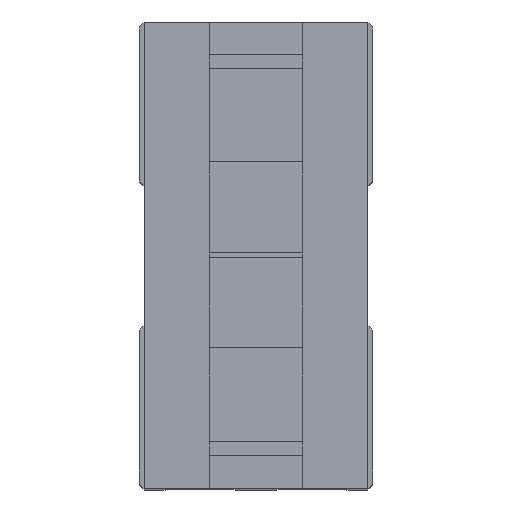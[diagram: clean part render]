
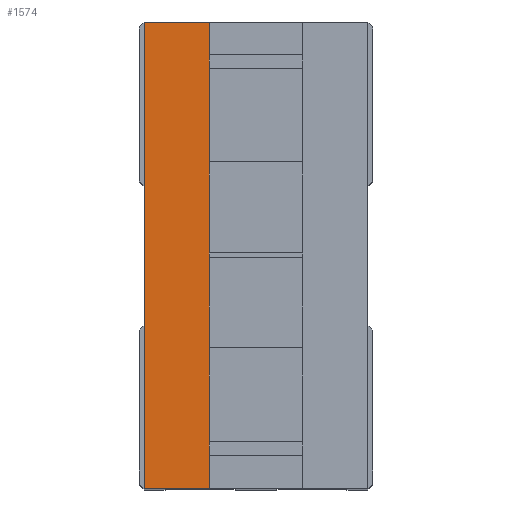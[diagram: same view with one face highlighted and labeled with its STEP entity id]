
A CAD part, top view. The second image highlights one B-rep face of the part: STEP entity #1574.
In plain terms, the highlighted planar face has unit normal (0, 0, 1).
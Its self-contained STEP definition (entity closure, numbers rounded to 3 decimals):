
#1529=AXIS2_PLACEMENT_3D('Plane Axis2P3D',#1526,#1527,#1528) ;
#529=CARTESIAN_POINT('Vertex',(-4.8,10.,0.)) ;
#550=CARTESIAN_POINT('Vertex',(-4.8,-10.,0.)) ;
#553=CARTESIAN_POINT('Line Origine',(-4.8,0.,0.)) ;
#578=CARTESIAN_POINT('Vertex',(-2.,10.,0.)) ;
#616=CARTESIAN_POINT('Line Origine',(-3.4,10.,0.)) ;
#776=CARTESIAN_POINT('Vertex',(-2.,-10.,0.)) ;
#779=CARTESIAN_POINT('Line Origine',(-3.4,-10.,0.)) ;
#1526=CARTESIAN_POINT('Axis2P3D Location',(4.8,-10.,0.)) ;
#1531=CARTESIAN_POINT('Line Origine',(-2.,-9.3,0.)) ;
#1535=CARTESIAN_POINT('Vertex',(-2.,-8.6,0.)) ;
#1538=CARTESIAN_POINT('Line Origine',(-2.,-4.35,0.)) ;
#1542=CARTESIAN_POINT('Vertex',(-2.,-0.1,0.)) ;
#1545=CARTESIAN_POINT('Line Origine',(-2.,0.,0.)) ;
#1549=CARTESIAN_POINT('Vertex',(-2.,0.1,0.)) ;
#1552=CARTESIAN_POINT('Line Origine',(-2.,4.35,0.)) ;
#1556=CARTESIAN_POINT('Vertex',(-2.,8.6,0.)) ;
#1559=CARTESIAN_POINT('Line Origine',(-2.,9.3,0.)) ;
#554=DIRECTION('Vector Direction',(0.,1.,0.)) ;
#617=DIRECTION('Vector Direction',(-1.,0.,0.)) ;
#780=DIRECTION('Vector Direction',(-1.,0.,0.)) ;
#1527=DIRECTION('Axis2P3D Direction',(0.,0.,-1.)) ;
#1528=DIRECTION('Axis2P3D XDirection',(0.,1.,0.)) ;
#1532=DIRECTION('Vector Direction',(0.,1.,0.)) ;
#1539=DIRECTION('Vector Direction',(0.,1.,0.)) ;
#1546=DIRECTION('Vector Direction',(0.,1.,0.)) ;
#1553=DIRECTION('Vector Direction',(0.,1.,0.)) ;
#1560=DIRECTION('Vector Direction',(0.,1.,0.)) ;
#555=VECTOR('Line Direction',#554,1.) ;
#618=VECTOR('Line Direction',#617,1.) ;
#781=VECTOR('Line Direction',#780,1.) ;
#1533=VECTOR('Line Direction',#1532,1.) ;
#1540=VECTOR('Line Direction',#1539,1.) ;
#1547=VECTOR('Line Direction',#1546,1.) ;
#1554=VECTOR('Line Direction',#1553,1.) ;
#1561=VECTOR('Line Direction',#1560,1.) ;
#1565=ORIENTED_EDGE('',*,*,#1537,.T.) ;
#1566=ORIENTED_EDGE('',*,*,#1544,.T.) ;
#1567=ORIENTED_EDGE('',*,*,#1551,.T.) ;
#1568=ORIENTED_EDGE('',*,*,#1558,.T.) ;
#1569=ORIENTED_EDGE('',*,*,#1563,.T.) ;
#1570=ORIENTED_EDGE('',*,*,#620,.T.) ;
#1571=ORIENTED_EDGE('',*,*,#557,.F.) ;
#1572=ORIENTED_EDGE('',*,*,#783,.F.) ;
#1574=ADVANCED_FACE('GPC_6_T03_1357556_TUENKERS',(#1573),#1530,.F.) ;
#557=EDGE_CURVE('',#551,#530,#556,.T.) ;
#620=EDGE_CURVE('',#579,#530,#619,.T.) ;
#783=EDGE_CURVE('',#777,#551,#782,.T.) ;
#1537=EDGE_CURVE('',#777,#1536,#1534,.T.) ;
#1544=EDGE_CURVE('',#1536,#1543,#1541,.T.) ;
#1551=EDGE_CURVE('',#1543,#1550,#1548,.T.) ;
#1558=EDGE_CURVE('',#1550,#1557,#1555,.T.) ;
#1563=EDGE_CURVE('',#1557,#579,#1562,.T.) ;
#1564=EDGE_LOOP('',(#1565,#1566,#1567,#1568,#1569,#1570,#1571,#1572)) ;
#1573=FACE_OUTER_BOUND('',#1564,.T.) ;
#556=LINE('Line',#553,#555) ;
#619=LINE('Line',#616,#618) ;
#782=LINE('Line',#779,#781) ;
#1534=LINE('Line',#1531,#1533) ;
#1541=LINE('Line',#1538,#1540) ;
#1548=LINE('Line',#1545,#1547) ;
#1555=LINE('Line',#1552,#1554) ;
#1562=LINE('Line',#1559,#1561) ;
#1530=PLANE('Plane',#1529) ;
#530=VERTEX_POINT('',#529) ;
#551=VERTEX_POINT('',#550) ;
#579=VERTEX_POINT('',#578) ;
#777=VERTEX_POINT('',#776) ;
#1536=VERTEX_POINT('',#1535) ;
#1543=VERTEX_POINT('',#1542) ;
#1550=VERTEX_POINT('',#1549) ;
#1557=VERTEX_POINT('',#1556) ;
